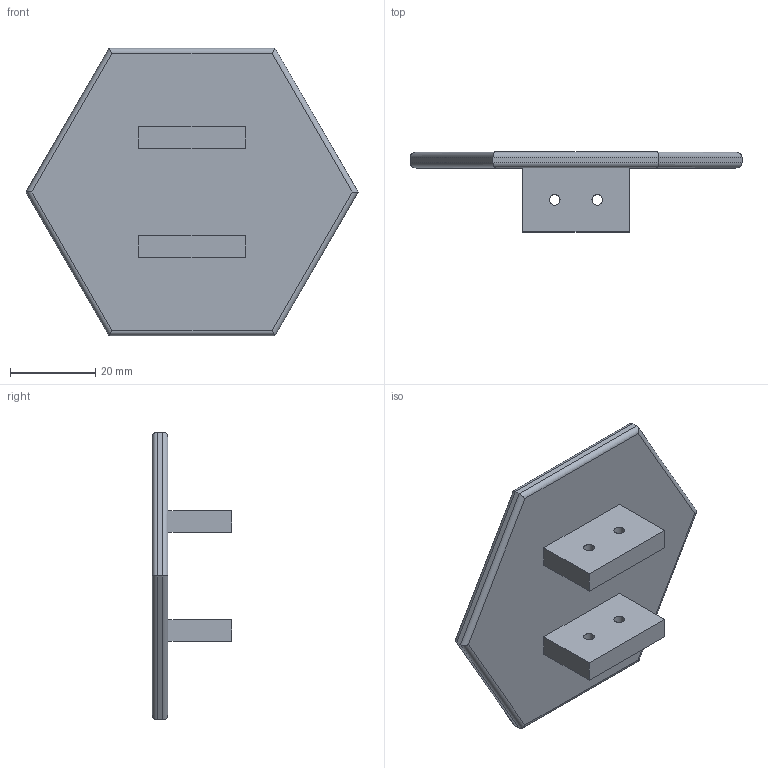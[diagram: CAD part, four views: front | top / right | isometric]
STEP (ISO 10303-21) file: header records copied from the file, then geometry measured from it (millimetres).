
FILE_DESCRIPTION(/* description */ (''),/* implementation_level */ '2;1');
FILE_NAME(/* name */ 'Tensile_test_OV-PAM_n_6_bottom.stp',/* time_stamp */ '2023-10-19T11:07:13+09:00',/* author */ ('jsw'),/* organization */ (''),/* preprocessor_version */ 'ST-DEVELOPER v19.2',/* originating_system */ 'Autodesk Inventor 2024',/* authorisation */ '');
FILE_SCHEMA (('AUTOMOTIVE_DESIGN { 1 0 10303 214 3 1 1 }'));
Length unit declared in the file: millimetre
Products named in the file (1): OV-PAM_n_6_bottom
Bounding box: 77.94 x 18.7 x 67.5 mm (x, y, z)
Volume: 15701.3 mm3; surface area: 10825.4 mm2
Topology: 1 solids, 1 shells, 48 faces, 114 edges, 72 vertices
Faces by surface type: plane 32, cylinder 16
Full cylindrical faces by diameter (mm): 2.5 x4
Entity records: 1421 total; most frequent: CARTESIAN_POINT 235, DIRECTION 232, ORIENTED_EDGE 228, EDGE_CURVE 114, LINE 94, VECTOR 94, VERTEX_POINT 72, AXIS2_PLACEMENT_3D 69
